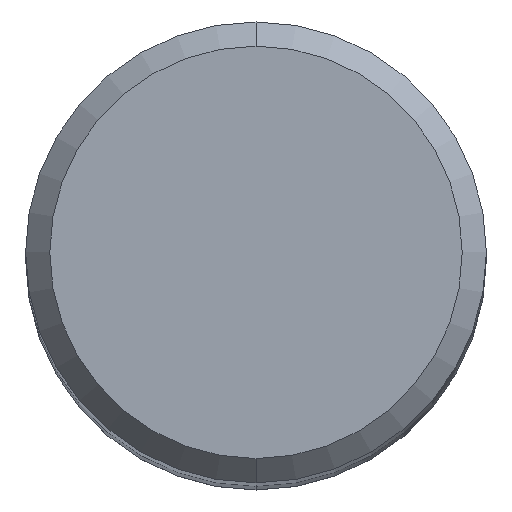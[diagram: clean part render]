
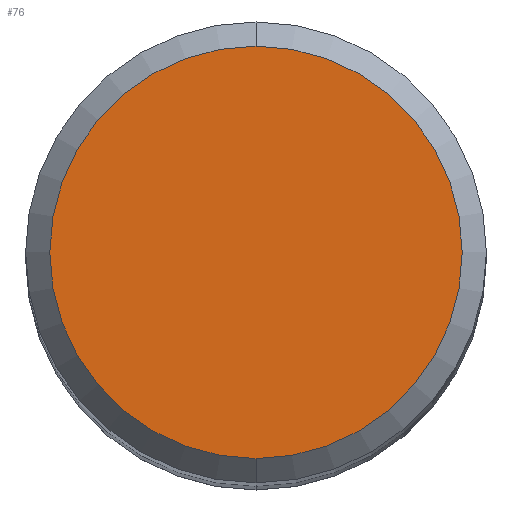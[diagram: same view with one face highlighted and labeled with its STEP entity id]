
A CAD part, top view. The second image highlights one B-rep face of the part: STEP entity #76.
In plain terms, the highlighted planar face has unit normal (0, 0, 1).
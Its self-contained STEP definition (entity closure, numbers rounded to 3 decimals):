
#52=PLANE('',#459);
#76=ADVANCED_FACE('',(#99),#52,.F.);
#99=FACE_OUTER_BOUND('',#120,.T.);
#120=EDGE_LOOP('',(#180,#181));
#180=ORIENTED_EDGE('',*,*,#256,.T.);
#181=ORIENTED_EDGE('',*,*,#255,.T.);
#221=VERTEX_POINT('',#683);
#222=VERTEX_POINT('',#685);
#255=EDGE_CURVE('',#221,#222,#279,.T.);
#256=EDGE_CURVE('',#222,#221,#280,.T.);
#279=CIRCLE('',#456,8.525);
#280=CIRCLE('',#458,8.525);
#456=AXIS2_PLACEMENT_3D('',#686,#574,#575);
#458=AXIS2_PLACEMENT_3D('',#688,#578,#579);
#459=AXIS2_PLACEMENT_3D('',#689,#580,#581);
#574=DIRECTION('',(0.,0.,1.));
#575=DIRECTION('',(0.,-1.,0.));
#578=DIRECTION('',(0.,0.,1.));
#579=DIRECTION('',(0.,1.,0.));
#580=DIRECTION('',(0.,0.,-1.));
#581=DIRECTION('',(0.,-1.,0.));
#683=CARTESIAN_POINT('',(0.,-8.525,0.));
#685=CARTESIAN_POINT('',(0.,8.525,0.));
#686=CARTESIAN_POINT('',(0.,0.,0.));
#688=CARTESIAN_POINT('',(0.,0.,0.));
#689=CARTESIAN_POINT('',(0.,0.,0.));
